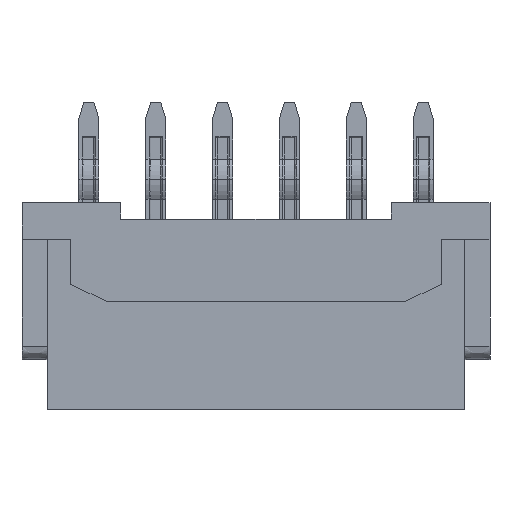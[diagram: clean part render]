
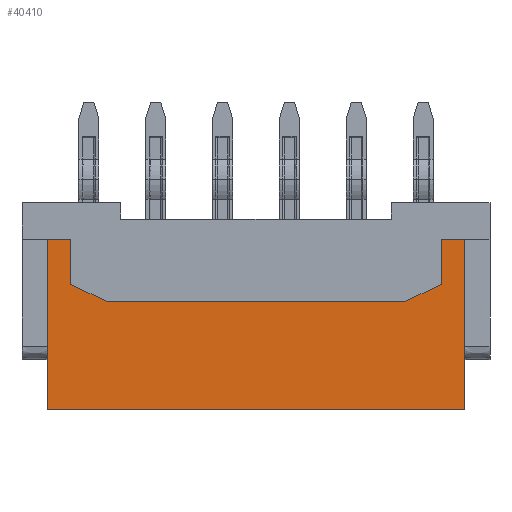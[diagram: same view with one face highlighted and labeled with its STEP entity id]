
A CAD part, front view. The second image highlights one B-rep face of the part: STEP entity #40410.
In plain terms, the highlighted planar face has unit normal (0, -1, 0).
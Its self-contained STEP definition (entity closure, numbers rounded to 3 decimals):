
#5650=CARTESIAN_POINT('',(-28.404,-1.785,3.25));
#5660=VERTEX_POINT('',#5650);
#5690=CARTESIAN_POINT('',(-28.,-1.785,3.062));
#5700=DIRECTION('',(-0.907,0.,0.422));
#5710=VECTOR('',#5700,1.);
#5720=LINE('',#5690,#5710);
#5730=CARTESIAN_POINT('',(-29.479,-1.785,3.75));
#5740=VERTEX_POINT('',#5730);
#5750=EDGE_CURVE('',#5660,#5740,#5720,.T.);
#19580=CARTESIAN_POINT('',(-30.179,-1.785,0.));
#19590=VERTEX_POINT('',#19580);
#21220=CARTESIAN_POINT('',(-30.179,-1.785,5.1));
#21230=VERTEX_POINT('',#21220);
#21260=CARTESIAN_POINT('',(-30.179,-1.785,0.));
#21270=DIRECTION('',(0.,0.,1.));
#21280=VECTOR('',#21270,1.);
#21290=LINE('',#21260,#21280);
#21300=EDGE_CURVE('',#19590,#21230,#21290,.T.);
#35450=CARTESIAN_POINT('',(-19.454,-1.785,3.25));
#35460=VERTEX_POINT('',#35450);
#35510=CARTESIAN_POINT('',(-50.179,-1.785,3.25));
#35520=DIRECTION('',(1.,0.,0.));
#35530=VECTOR('',#35520,1.);
#35540=LINE('',#35510,#35530);
#35550=EDGE_CURVE('',#5660,#35460,#35540,.T.);
#39790=CARTESIAN_POINT('',(-29.926,-1.785,
0.));
#39800=DIRECTION('',(0.,-1.,0.));
#39810=DIRECTION('',(1.,0.,0.));
#39820=AXIS2_PLACEMENT_3D('',#39790,#39800,#39810);
#39830=PLANE('',#39820);
#39840=ORIENTED_EDGE('',*,*,#21300,.F.);
#39850=CARTESIAN_POINT('',(-28.,-1.785,5.1));
#39860=DIRECTION('',(-1.,0.,0.));
#39870=VECTOR('',#39860,1.);
#39880=LINE('',#39850,#39870);
#39890=CARTESIAN_POINT('',(-29.479,-1.785,5.1));
#39900=VERTEX_POINT('',#39890);
#39910=EDGE_CURVE('',#39900,#21230,#39880,.T.);
#39920=ORIENTED_EDGE('',*,*,#39910,.T.);
#39930=CARTESIAN_POINT('',(-29.479,-1.785,0.));
#39940=DIRECTION('',(0.,0.,1.));
#39950=VECTOR('',#39940,1.);
#39960=LINE('',#39930,#39950);
#39970=EDGE_CURVE('',#5740,#39900,#39960,.T.);
#39980=ORIENTED_EDGE('',*,*,#39970,.T.);
#39990=ORIENTED_EDGE('',*,*,#5750,.T.);
#40000=ORIENTED_EDGE('',*,*,#35550,.F.);
#40010=CARTESIAN_POINT('',(-19.858,-1.785,3.062));
#40020=DIRECTION('',(0.907,0.,
0.422));
#40030=VECTOR('',#40020,1.);
#40040=LINE('',#40010,#40030);
#40050=CARTESIAN_POINT('',(-18.379,-1.785,3.75));
#40060=VERTEX_POINT('',#40050);
#40070=EDGE_CURVE('',#35460,#40060,#40040,.T.);
#40080=ORIENTED_EDGE('',*,*,#40070,.F.);
#40090=CARTESIAN_POINT('',(-18.379,-1.785,0.));
#40100=DIRECTION('',(0.,0.,1.));
#40110=VECTOR('',#40100,1.);
#40120=LINE('',#40090,#40110);
#40130=CARTESIAN_POINT('',(-18.379,-1.785,5.1));
#40140=VERTEX_POINT('',#40130);
#40150=EDGE_CURVE('',#40060,#40140,#40120,.T.);
#40160=ORIENTED_EDGE('',*,*,#40150,.F.);
#40170=CARTESIAN_POINT('',(-19.858,-1.785,5.1));
#40180=DIRECTION('',(1.,0.,0.));
#40190=VECTOR('',#40180,1.);
#40200=LINE('',#40170,#40190);
#40210=CARTESIAN_POINT('',(-17.679,-1.785,5.1));
#40220=VERTEX_POINT('',#40210);
#40230=EDGE_CURVE('',#40140,#40220,#40200,.T.);
#40240=ORIENTED_EDGE('',*,*,#40230,.F.);
#40250=CARTESIAN_POINT('',(-17.679,-1.785,0.));
#40260=DIRECTION('',(0.,0.,1.));
#40270=VECTOR('',#40260,1.);
#40280=LINE('',#40250,#40270);
#40290=CARTESIAN_POINT('',(-17.679,-1.785,0.));
#40300=VERTEX_POINT('',#40290);
#40310=EDGE_CURVE('',#40300,#40220,#40280,.T.);
#40320=ORIENTED_EDGE('',*,*,#40310,.T.);
#40330=CARTESIAN_POINT('',(-30.029,-1.785,0.));
#40340=DIRECTION('',(-1.,0.,0.));
#40350=VECTOR('',#40340,1.);
#40360=LINE('',#40330,#40350);
#40370=EDGE_CURVE('',#40300,#19590,#40360,.T.);
#40380=ORIENTED_EDGE('',*,*,#40370,.F.);
#40390=EDGE_LOOP('',(#40380,#40320,#40240,#40160,#40080,#40000,#39990,
#39980,#39920,#39840));
#40400=FACE_OUTER_BOUND('',#40390,.T.);
#40410=ADVANCED_FACE('',(#40400),#39830,.T.);
